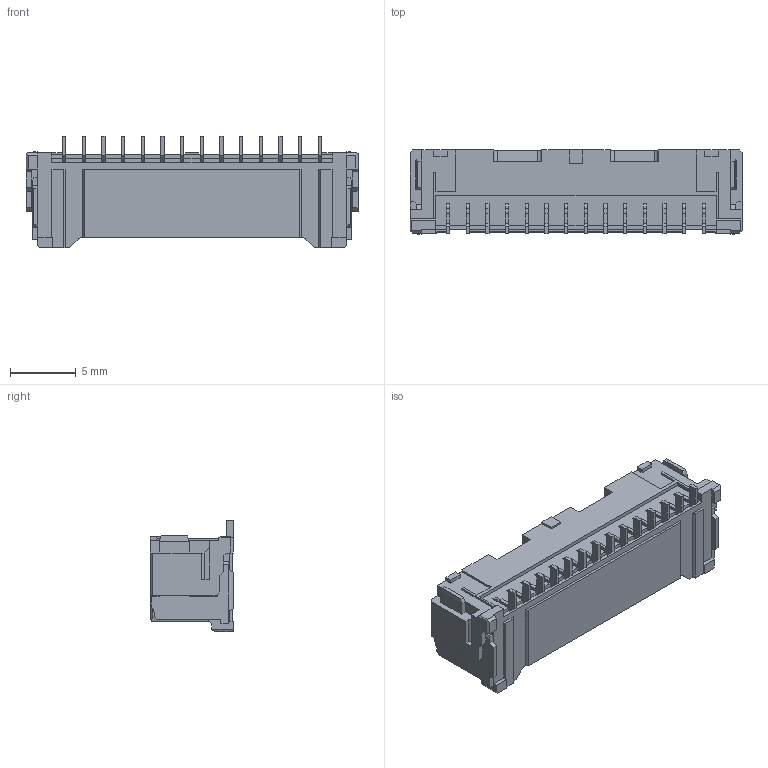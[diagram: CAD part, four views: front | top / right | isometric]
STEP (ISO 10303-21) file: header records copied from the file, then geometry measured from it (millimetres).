
FILE_DESCRIPTION((''),'2;1');
FILE_NAME('5025851470','2019-07-05T',('gga'),(''),'PRO/ENGINEER BY PARAMETRIC TECHNOLOGY CORPORATION, 2016010','PRO/ENGINEER BY PARAMETRIC TECHNOLOGY CORPORATION, 2016010','');
FILE_SCHEMA(('CONFIG_CONTROL_DESIGN'));
Length unit declared in the file: millimetre
Products named in the file (1): 5025851470
Bounding box: 25.3 x 6.4 x 8.5 mm (x, y, z)
Volume: 512.8 mm3; surface area: 1257.1 mm2
Topology: 1 solids, 1 shells, 728 faces, 2207 edges, 1474 vertices
Faces by surface type: plane 648, cylinder 80
Entity records: 24283 total; most frequent: CARTESIAN_POINT 4415, ORIENTED_EDGE 4286, DIRECTION 3795, EDGE_CURVE 2143, VECTOR 2041, LINE 2041, VERTEX_POINT 1410, AXIS2_PLACEMENT_3D 877
